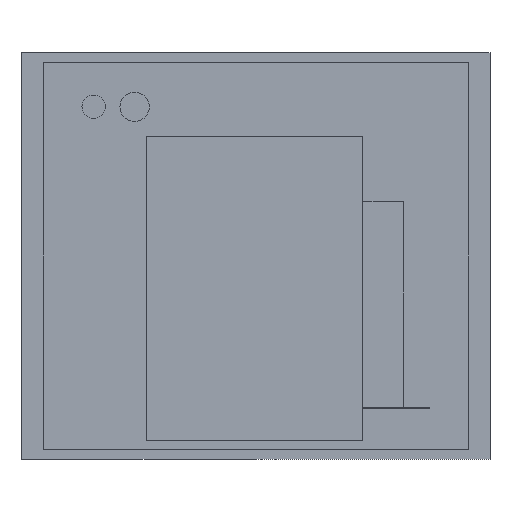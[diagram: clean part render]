
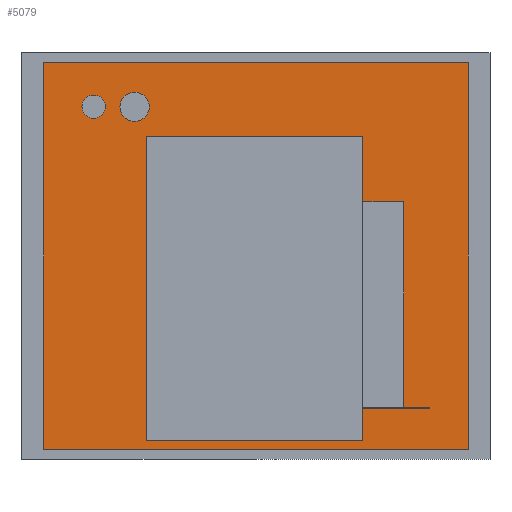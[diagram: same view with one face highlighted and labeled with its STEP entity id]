
A CAD part, front view. The second image highlights one B-rep face of the part: STEP entity #5079.
In plain terms, the highlighted planar face has unit normal (0, -1, 0).
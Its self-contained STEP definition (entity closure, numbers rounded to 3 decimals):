
#48=FACE_BOUND('',#487,.T.);
#49=FACE_BOUND('',#488,.T.);
#60=CIRCLE('',#5430,20.);
#62=CIRCLE('',#5434,25.);
#171=FACE_OUTER_BOUND('',#486,.T.);
#486=EDGE_LOOP('',(#3433,#3434,#3435,#3436));
#487=EDGE_LOOP('',(#3437));
#488=EDGE_LOOP('',(#3438));
#828=LINE('',#7253,#1506);
#830=LINE('',#7257,#1508);
#832=LINE('',#7261,#1510);
#834=LINE('',#7264,#1512);
#1506=VECTOR('',#5868,10.);
#1508=VECTOR('',#5872,10.);
#1510=VECTOR('',#5876,10.);
#1512=VECTOR('',#5880,10.);
#2150=VERTEX_POINT('',#7179);
#2152=VERTEX_POINT('',#7186);
#2173=VERTEX_POINT('',#7250);
#2174=VERTEX_POINT('',#7252);
#2175=VERTEX_POINT('',#7256);
#2176=VERTEX_POINT('',#7260);
#2631=EDGE_CURVE('',#2150,#2150,#60,.T.);
#2634=EDGE_CURVE('',#2152,#2152,#62,.T.);
#2664=EDGE_CURVE('',#2174,#2173,#828,.T.);
#2666=EDGE_CURVE('',#2175,#2174,#830,.T.);
#2668=EDGE_CURVE('',#2176,#2175,#832,.T.);
#2670=EDGE_CURVE('',#2173,#2176,#834,.T.);
#3433=ORIENTED_EDGE('',*,*,#2670,.T.);
#3434=ORIENTED_EDGE('',*,*,#2668,.T.);
#3435=ORIENTED_EDGE('',*,*,#2666,.T.);
#3436=ORIENTED_EDGE('',*,*,#2664,.T.);
#3437=ORIENTED_EDGE('',*,*,#2631,.T.);
#3438=ORIENTED_EDGE('',*,*,#2634,.T.);
#4782=PLANE('',#5451);
#5079=ADVANCED_FACE('',(#171,#48,#49),#4782,.T.);
#5430=AXIS2_PLACEMENT_3D('',#7181,#5802,#5803);
#5434=AXIS2_PLACEMENT_3D('',#7188,#5811,#5812);
#5451=AXIS2_PLACEMENT_3D('',#7265,#5881,#5882);
#5802=DIRECTION('center_axis',(0.,1.,0.));
#5803=DIRECTION('ref_axis',(1.,0.,0.));
#5811=DIRECTION('center_axis',(0.,1.,0.));
#5812=DIRECTION('ref_axis',(1.,0.,0.));
#5868=DIRECTION('',(0.,0.,-1.));
#5872=DIRECTION('',(-1.,0.,0.));
#5876=DIRECTION('',(0.,0.,1.));
#5880=DIRECTION('',(1.,0.,0.));
#5881=DIRECTION('center_axis',(0.,-1.,0.));
#5882=DIRECTION('ref_axis',(0.,0.,-1.));
#7179=CARTESIAN_POINT('',(-297.5,-370.,255.));
#7181=CARTESIAN_POINT('Origin',(-277.5,-370.,255.));
#7186=CARTESIAN_POINT('',(-232.5,-370.,255.));
#7188=CARTESIAN_POINT('Origin',(-207.5,-370.,255.));
#7250=CARTESIAN_POINT('',(-362.5,-370.,-330.));
#7252=CARTESIAN_POINT('',(-362.5,-370.,330.));
#7253=CARTESIAN_POINT('',(-362.5,-370.,-330.));
#7256=CARTESIAN_POINT('',(362.5,-370.,330.));
#7257=CARTESIAN_POINT('',(-362.5,-370.,330.));
#7260=CARTESIAN_POINT('',(362.5,-370.,-330.));
#7261=CARTESIAN_POINT('',(362.5,-370.,330.));
#7264=CARTESIAN_POINT('',(362.5,-370.,-330.));
#7265=CARTESIAN_POINT('Origin',(0.,-370.,0.));
